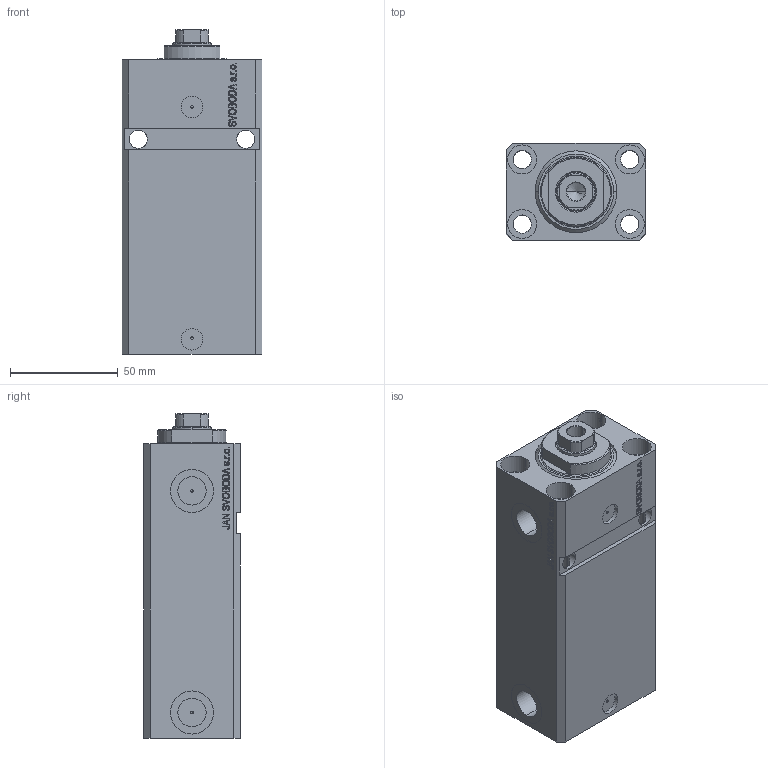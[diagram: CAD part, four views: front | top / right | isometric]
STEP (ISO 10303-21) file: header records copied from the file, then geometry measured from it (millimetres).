
FILE_DESCRIPTION (( 'STEP AP203' ), '1' );
FILE_NAME ('5091.STEP', '2022-04-09T14:49:56', ( '' ), ( '' ), 'SwSTEP 2.0', 'SolidWorks 2019', '' );
FILE_SCHEMA (( 'CONFIG_CONTROL_DESIGN' ));
Length unit declared in the file: millimetre
Products named in the file (4): V250CE_C_VCP ee463d954e342fc97e69e3efb28abff7; 5091; V250CE_VC_E ee463d954e342fc97e69e3efb28abff7; V250CE_E_Body ee463d954e342fc97e69e3efb28abff7
Assembly tree (3 placements, depth 2):
  5091
    V250CE_E_Body ee463d954e342fc97e69e3efb28abff7
    V250CE_C_VCP ee463d954e342fc97e69e3efb28abff7
    V250CE_VC_E ee463d954e342fc97e69e3efb28abff7
Bounding box: 65 x 45 x 150.9 mm (x, y, z)
Volume: 334713.1 mm3; surface area: 82767.9 mm2
Topology: 3 solids, 3 shells, 913 faces, 2351 edges, 1544 vertices
Faces by surface type: plane 439, bspline 360, cylinder 96, cone 12, torus 6
Entity records: 44973 total; most frequent: CARTESIAN_POINT 24699, ORIENTED_EDGE 4698, DIRECTION 2877, EDGE_CURVE 2349, VERTEX_POINT 1544, VECTOR 1409, LINE 1409, EDGE_LOOP 1049
